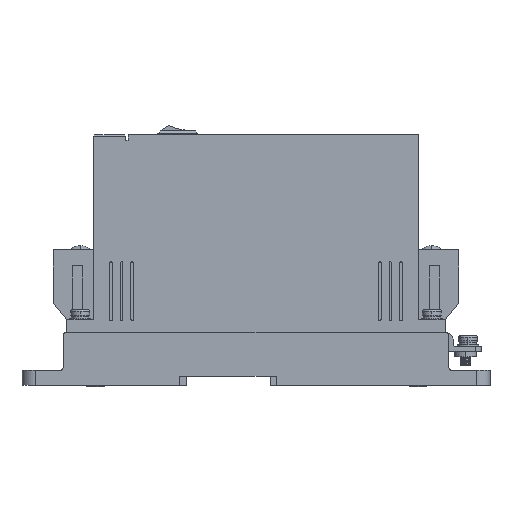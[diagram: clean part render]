
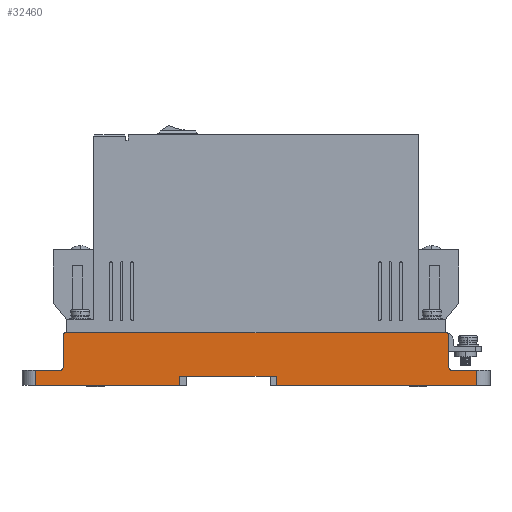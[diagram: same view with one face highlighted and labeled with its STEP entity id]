
A CAD part, left-side view. The second image highlights one B-rep face of the part: STEP entity #32460.
In plain terms, the highlighted planar face has unit normal (-1, 0, 0).
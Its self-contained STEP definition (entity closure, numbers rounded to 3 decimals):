
#311 = LINE ( 'NONE', #18509, #16383 ) ;
#1528 = CARTESIAN_POINT ( 'NONE',  ( 0., 175., 5.7 ) ) ;
#1532 = EDGE_CURVE ( 'NONE', #29833, #36623, #33972, .T. ) ;
#1563 = DIRECTION ( 'NONE',  ( 0., 1., 0. ) ) ;
#2325 = EDGE_CURVE ( 'NONE', #12529, #20166, #4405, .T. ) ;
#2625 = CARTESIAN_POINT ( 'NONE',  ( 0., 0., 5.7 ) ) ;
#2841 = DIRECTION ( 'NONE',  ( 1., 0., 0. ) ) ;
#2921 = VECTOR ( 'NONE', #25578, 1000. ) ;
#2967 = VECTOR ( 'NONE', #21334, 1000. ) ;
#3507 = CARTESIAN_POINT ( 'NONE',  ( 0., 5., 19.7 ) ) ;
#3754 = ORIENTED_EDGE ( 'NONE', *, *, #12152, .F. ) ;
#4405 = LINE ( 'NONE', #20395, #31312 ) ;
#4423 = VERTEX_POINT ( 'NONE', #7536 ) ;
#4649 = DIRECTION ( 'NONE',  ( 0., 1., 0. ) ) ;
#5547 = DIRECTION ( 'NONE',  ( 0., -1., 0. ) ) ;
#5955 = DIRECTION ( 'NONE',  ( 0., -1., 0. ) ) ;
#6070 = EDGE_CURVE ( 'NONE', #40292, #36623, #7707, .T. ) ;
#6164 = DIRECTION ( 'NONE',  ( 0., 0., -1. ) ) ;
#6289 = ORIENTED_EDGE ( 'NONE', *, *, #14930, .F. ) ;
#6867 = VERTEX_POINT ( 'NONE', #26561 ) ;
#6889 = VERTEX_POINT ( 'NONE', #33759 ) ;
#7146 = LINE ( 'NONE', #1528, #35660 ) ;
#7268 = LINE ( 'NONE', #3507, #35241 ) ;
#7536 = CARTESIAN_POINT ( 'NONE',  ( 0., 116., 3.5 ) ) ;
#7707 = CIRCLE ( 'NONE', #27318, 1. ) ;
#7788 = CARTESIAN_POINT ( 'NONE',  ( 0., 158.65, 18.7 ) ) ;
#7823 = VECTOR ( 'NONE', #10946, 1000. ) ;
#7851 = CARTESIAN_POINT ( 'NONE',  ( 0., 170., 19.7 ) ) ;
#8383 = EDGE_CURVE ( 'NONE', #20166, #38738, #41763, .T. ) ;
#8722 = CARTESIAN_POINT ( 'NONE',  ( 0., 170., 0. ) ) ;
#8989 = ORIENTED_EDGE ( 'NONE', *, *, #8383, .F. ) ;
#9006 = EDGE_LOOP ( 'NONE', ( #28679, #9156, #26698, #25581, #34435, #3754, #29704, #34146, #27182, #6289, #8989, #33458, #25357, #27689, #41823, #14698 ) ) ;
#9156 = ORIENTED_EDGE ( 'NONE', *, *, #39417, .F. ) ;
#9260 = LINE ( 'NONE', #36872, #21183 ) ;
#9422 = DIRECTION ( 'NONE',  ( 0., 1., 0. ) ) ;
#9882 = CARTESIAN_POINT ( 'NONE',  ( 0., 16.35, 19.7 ) ) ;
#10167 = VERTEX_POINT ( 'NONE', #27756 ) ;
#10844 = DIRECTION ( 'NONE',  ( 0., 0., -1. ) ) ;
#10946 = DIRECTION ( 'NONE',  ( 0., -1., 0. ) ) ;
#10987 = DIRECTION ( 'NONE',  ( 1., 0., 0. ) ) ;
#12152 = EDGE_CURVE ( 'NONE', #14271, #40292, #25999, .T. ) ;
#12529 = VERTEX_POINT ( 'NONE', #19478 ) ;
#12886 = CARTESIAN_POINT ( 'NONE',  ( 0., 160.65, 5.7 ) ) ;
#13494 = EDGE_CURVE ( 'NONE', #4423, #12529, #9260, .T. ) ;
#14169 = CARTESIAN_POINT ( 'NONE',  ( 0., 15.35, 6.7 ) ) ;
#14271 = VERTEX_POINT ( 'NONE', #40057 ) ;
#14432 = VERTEX_POINT ( 'NONE', #27780 ) ;
#14698 = ORIENTED_EDGE ( 'NONE', *, *, #18674, .F. ) ;
#14804 = AXIS2_PLACEMENT_3D ( 'NONE', #23971, #30527, #40764 ) ;
#14930 = EDGE_CURVE ( 'NONE', #38738, #15793, #7146, .T. ) ;
#14953 = CARTESIAN_POINT ( 'NONE',  ( 0., 80., 0. ) ) ;
#15350 = CARTESIAN_POINT ( 'NONE',  ( 0., 159.65, 5.7 ) ) ;
#15793 = VERTEX_POINT ( 'NONE', #12886 ) ;
#15812 = CARTESIAN_POINT ( 'NONE',  ( 0., 14.35, 6.7 ) ) ;
#16383 = VECTOR ( 'NONE', #1563, 1000. ) ;
#16452 = CARTESIAN_POINT ( 'NONE',  ( 0., 0., 19.7 ) ) ;
#16873 = DIRECTION ( 'NONE',  ( 0., 0., 1. ) ) ;
#17226 = LINE ( 'NONE', #19003, #34825 ) ;
#18187 = DIRECTION ( 'NONE',  ( 0., -1., 0. ) ) ;
#18509 = CARTESIAN_POINT ( 'NONE',  ( 0., 0., 3.5 ) ) ;
#18674 = EDGE_CURVE ( 'NONE', #6867, #25324, #17226, .T. ) ;
#19003 = CARTESIAN_POINT ( 'NONE',  ( 0., 0., 0. ) ) ;
#19272 = DIRECTION ( 'NONE',  ( -1., 0., 0. ) ) ;
#19280 = CARTESIAN_POINT ( 'NONE',  ( 0., 170., 5.7 ) ) ;
#19478 = CARTESIAN_POINT ( 'NONE',  ( 0., 116., 0. ) ) ;
#19566 = DIRECTION ( 'NONE',  ( 0., -1., 0. ) ) ;
#20037 = AXIS2_PLACEMENT_3D ( 'NONE', #7788, #10987, #4649 ) ;
#20166 = VERTEX_POINT ( 'NONE', #8722 ) ;
#20320 = EDGE_CURVE ( 'NONE', #15793, #23793, #41978, .T. ) ;
#20395 = CARTESIAN_POINT ( 'NONE',  ( 0., 0., 0. ) ) ;
#21183 = VECTOR ( 'NONE', #24105, 1000. ) ;
#21334 = DIRECTION ( 'NONE',  ( 0., 0., 1. ) ) ;
#22238 = LINE ( 'NONE', #2625, #37257 ) ;
#23793 = VERTEX_POINT ( 'NONE', #26361 ) ;
#23971 = CARTESIAN_POINT ( 'NONE',  ( 0., 160.65, 6.7 ) ) ;
#24105 = DIRECTION ( 'NONE',  ( 0., 0., -1. ) ) ;
#24384 = VERTEX_POINT ( 'NONE', #42768 ) ;
#25313 = LINE ( 'NONE', #39720, #36679 ) ;
#25324 = VERTEX_POINT ( 'NONE', #14953 ) ;
#25357 = ORIENTED_EDGE ( 'NONE', *, *, #13494, .F. ) ;
#25578 = DIRECTION ( 'NONE',  ( 0., 0., 1. ) ) ;
#25581 = ORIENTED_EDGE ( 'NONE', *, *, #1532, .T. ) ;
#25941 = EDGE_CURVE ( 'NONE', #14432, #14271, #31053, .T. ) ;
#25999 = LINE ( 'NONE', #34389, #7823 ) ;
#26361 = CARTESIAN_POINT ( 'NONE',  ( 0., 159.65, 6.7 ) ) ;
#26561 = CARTESIAN_POINT ( 'NONE',  ( 0., 5., 0. ) ) ;
#26698 = ORIENTED_EDGE ( 'NONE', *, *, #29543, .F. ) ;
#26790 = DIRECTION ( 'NONE',  ( 0., 1., 0. ) ) ;
#27182 = ORIENTED_EDGE ( 'NONE', *, *, #20320, .F. ) ;
#27318 = AXIS2_PLACEMENT_3D ( 'NONE', #35473, #38818, #5547 ) ;
#27689 = ORIENTED_EDGE ( 'NONE', *, *, #35292, .F. ) ;
#27756 = CARTESIAN_POINT ( 'NONE',  ( 0., 5., 5.7 ) ) ;
#27780 = CARTESIAN_POINT ( 'NONE',  ( 0., 159.65, 18.7 ) ) ;
#28494 = FACE_OUTER_BOUND ( 'NONE', #9006, .T. ) ;
#28679 = ORIENTED_EDGE ( 'NONE', *, *, #41024, .F. ) ;
#29543 = EDGE_CURVE ( 'NONE', #29833, #24384, #37529, .T. ) ;
#29704 = ORIENTED_EDGE ( 'NONE', *, *, #25941, .F. ) ;
#29833 = VERTEX_POINT ( 'NONE', #14169 ) ;
#30527 = DIRECTION ( 'NONE',  ( -1., 0., 0. ) ) ;
#31053 = CIRCLE ( 'NONE', #20037, 1. ) ;
#31312 = VECTOR ( 'NONE', #26790, 1000. ) ;
#31489 = AXIS2_PLACEMENT_3D ( 'NONE', #15812, #19272, #19566 ) ;
#31797 = CARTESIAN_POINT ( 'NONE',  ( 0., 15.35, 18.7 ) ) ;
#32460 = ADVANCED_FACE ( 'NONE', ( #28494 ), #39464, .F. ) ;
#32609 = LINE ( 'NONE', #15350, #41934 ) ;
#33458 = ORIENTED_EDGE ( 'NONE', *, *, #2325, .F. ) ;
#33759 = CARTESIAN_POINT ( 'NONE',  ( 0., 80., 3.5 ) ) ;
#33972 = LINE ( 'NONE', #42190, #2921 ) ;
#34146 = ORIENTED_EDGE ( 'NONE', *, *, #39184, .F. ) ;
#34198 = EDGE_CURVE ( 'NONE', #25324, #6889, #25313, .T. ) ;
#34389 = CARTESIAN_POINT ( 'NONE',  ( 0., 0., 19.7 ) ) ;
#34435 = ORIENTED_EDGE ( 'NONE', *, *, #6070, .F. ) ;
#34825 = VECTOR ( 'NONE', #9422, 1000. ) ;
#35241 = VECTOR ( 'NONE', #10844, 1000. ) ;
#35292 = EDGE_CURVE ( 'NONE', #6889, #4423, #311, .T. ) ;
#35473 = CARTESIAN_POINT ( 'NONE',  ( 0., 16.35, 18.7 ) ) ;
#35660 = VECTOR ( 'NONE', #18187, 1000. ) ;
#36623 = VERTEX_POINT ( 'NONE', #31797 ) ;
#36679 = VECTOR ( 'NONE', #16873, 1000. ) ;
#36872 = CARTESIAN_POINT ( 'NONE',  ( 0., 116., 19.7 ) ) ;
#37257 = VECTOR ( 'NONE', #5955, 1000. ) ;
#37529 = CIRCLE ( 'NONE', #31489, 1. ) ;
#38738 = VERTEX_POINT ( 'NONE', #19280 ) ;
#38818 = DIRECTION ( 'NONE',  ( 1., 0., 0. ) ) ;
#39184 = EDGE_CURVE ( 'NONE', #23793, #14432, #32609, .T. ) ;
#39417 = EDGE_CURVE ( 'NONE', #24384, #10167, #22238, .T. ) ;
#39464 = PLANE ( 'NONE',  #41208 ) ;
#39720 = CARTESIAN_POINT ( 'NONE',  ( 0., 80., 19.7 ) ) ;
#40057 = CARTESIAN_POINT ( 'NONE',  ( 0., 158.65, 19.7 ) ) ;
#40292 = VERTEX_POINT ( 'NONE', #9882 ) ;
#40764 = DIRECTION ( 'NONE',  ( 0., 1., 0. ) ) ;
#41024 = EDGE_CURVE ( 'NONE', #10167, #6867, #7268, .T. ) ;
#41208 = AXIS2_PLACEMENT_3D ( 'NONE', #16452, #2841, #6164 ) ;
#41763 = LINE ( 'NONE', #7851, #2967 ) ;
#41823 = ORIENTED_EDGE ( 'NONE', *, *, #34198, .F. ) ;
#41934 = VECTOR ( 'NONE', #42107, 1000. ) ;
#41978 = CIRCLE ( 'NONE', #14804, 1. ) ;
#42107 = DIRECTION ( 'NONE',  ( 0., 0., 1. ) ) ;
#42190 = CARTESIAN_POINT ( 'NONE',  ( 0., 15.35, 5.7 ) ) ;
#42768 = CARTESIAN_POINT ( 'NONE',  ( 0., 14.35, 5.7 ) ) ;
